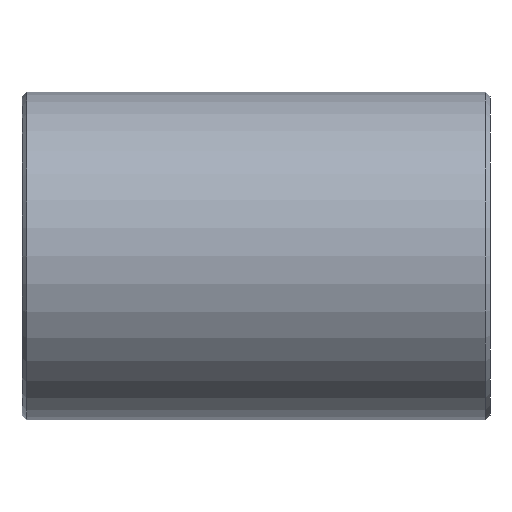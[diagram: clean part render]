
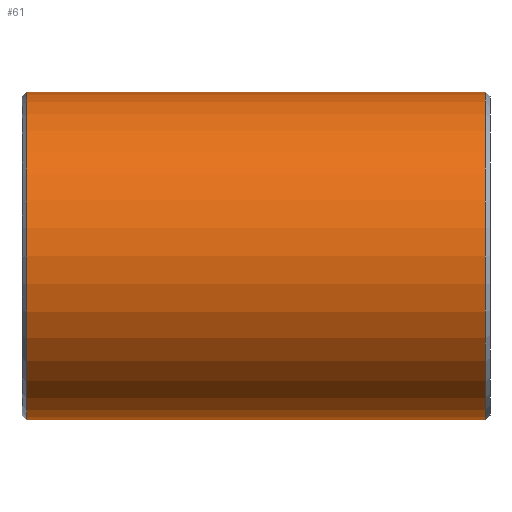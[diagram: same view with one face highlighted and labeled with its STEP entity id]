
A CAD part, front view. The second image highlights one B-rep face of the part: STEP entity #61.
In plain terms, the highlighted cylindrical face has radius 3.5 mm (diameter 7 mm), a full revolution.
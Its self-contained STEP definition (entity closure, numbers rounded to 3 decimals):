
#61 = ADVANCED_FACE( '', ( #120, #121 ), #122, .T. );
#120 = FACE_OUTER_BOUND( '', #190, .T. );
#121 = FACE_OUTER_BOUND( '', #191, .T. );
#122 = CYLINDRICAL_SURFACE( '', #192, 3.5 );
#190 = EDGE_LOOP( '', ( #248 ) );
#191 = EDGE_LOOP( '', ( #249 ) );
#192 = AXIS2_PLACEMENT_3D( '', #250, #251, #252 );
#248 = ORIENTED_EDGE( '', *, *, #333, .T. );
#249 = ORIENTED_EDGE( '', *, *, #334, .F. );
#250 = CARTESIAN_POINT( '', ( 10., 0., 0. ) );
#251 = DIRECTION( '', ( -1., 0., 0. ) );
#252 = DIRECTION( '', ( 0., 0., -1. ) );
#333 = EDGE_CURVE( '', #361, #361, #362, .T. );
#334 = EDGE_CURVE( '', #363, #363, #364, .T. );
#361 = VERTEX_POINT( '', #403 );
#362 = CIRCLE( '', #404, 3.5 );
#363 = VERTEX_POINT( '', #405 );
#364 = CIRCLE( '', #406, 3.5 );
#403 = CARTESIAN_POINT( '', ( 0.1, 0., -3.5 ) );
#404 = AXIS2_PLACEMENT_3D( '', #444, #445, #446 );
#405 = CARTESIAN_POINT( '', ( 9.9, 0., -3.5 ) );
#406 = AXIS2_PLACEMENT_3D( '', #447, #448, #449 );
#444 = CARTESIAN_POINT( '', ( 0.1, 0., 0. ) );
#445 = DIRECTION( '', ( 1., 0., 0. ) );
#446 = DIRECTION( '', ( 0., 0., -1. ) );
#447 = CARTESIAN_POINT( '', ( 9.9, 0., 0. ) );
#448 = DIRECTION( '', ( 1., 0., 0. ) );
#449 = DIRECTION( '', ( 0., 0., -1. ) );
